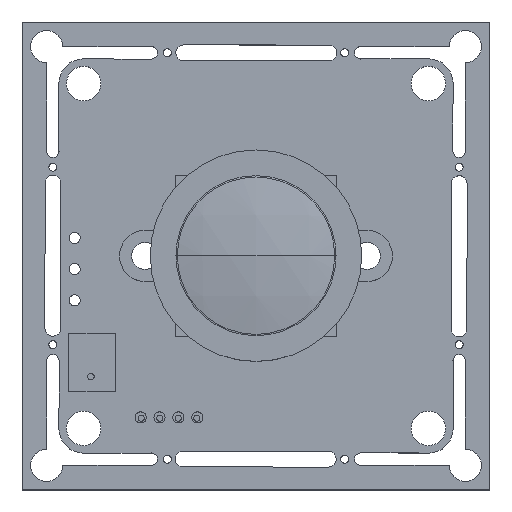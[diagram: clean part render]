
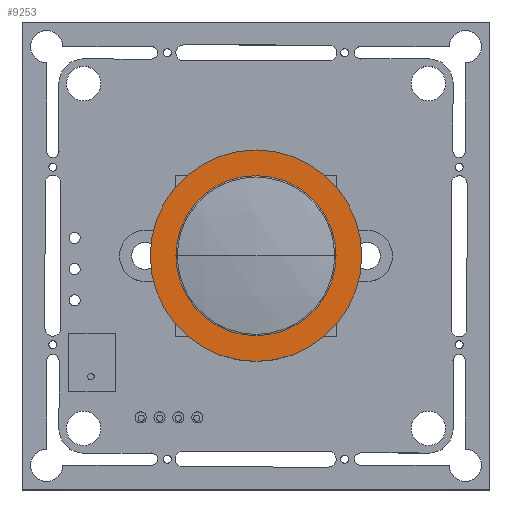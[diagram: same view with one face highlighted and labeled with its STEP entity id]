
A CAD part, top view. The second image highlights one B-rep face of the part: STEP entity #9253.
In plain terms, the highlighted planar face has unit normal (0, 0, 1).
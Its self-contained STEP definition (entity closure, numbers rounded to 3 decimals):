
#244 = FACE_BOUND ( 'NONE', #1488, .T. ) ;
#389 = CARTESIAN_POINT ( 'NONE',  ( 0., 0., 14.3 ) ) ;
#598 = CARTESIAN_POINT ( 'NONE',  ( 8.585, 0., 14.3 ) ) ;
#716 = CARTESIAN_POINT ( 'NONE',  ( 6.5, 0., 14.3 ) ) ;
#717 = CIRCLE ( 'NONE', #5853, 8.585 ) ;
#900 = VERTEX_POINT ( 'NONE', #716 ) ;
#1034 = EDGE_CURVE ( 'NONE', #900, #14888, #3107, .T. ) ;
#1488 = EDGE_LOOP ( 'NONE', ( #13520, #14606 ) ) ;
#3107 = CIRCLE ( 'NONE', #14242, 6.5 ) ;
#4155 = DIRECTION ( 'NONE',  ( 0., 0., 1. ) ) ;
#4160 = DIRECTION ( 'NONE',  ( 0., 0., 1. ) ) ;
#5729 = EDGE_CURVE ( 'NONE', #7301, #9364, #11454, .T. ) ;
#5853 = AXIS2_PLACEMENT_3D ( 'NONE', #19539, #4155, #16506 ) ;
#6331 = ORIENTED_EDGE ( 'NONE', *, *, #8087, .T. ) ;
#6647 = CARTESIAN_POINT ( 'NONE',  ( -6.5, 0., 14.3 ) ) ;
#6703 = AXIS2_PLACEMENT_3D ( 'NONE', #6732, #18601, #15883 ) ;
#6732 = CARTESIAN_POINT ( 'NONE',  ( 0., 0., 14.3 ) ) ;
#7301 = VERTEX_POINT ( 'NONE', #598 ) ;
#8087 = EDGE_CURVE ( 'NONE', #9364, #7301, #717, .T. ) ;
#9253 = ADVANCED_FACE ( 'NONE', ( #244, #15292 ), #10803, .T. ) ;
#9364 = VERTEX_POINT ( 'NONE', #12493 ) ;
#10193 = EDGE_CURVE ( 'NONE', #14888, #900, #11929, .T. ) ;
#10803 = PLANE ( 'NONE',  #18881 ) ;
#11387 = EDGE_LOOP ( 'NONE', ( #15943, #6331 ) ) ;
#11454 = CIRCLE ( 'NONE', #6703, 8.585 ) ;
#11929 = CIRCLE ( 'NONE', #18305, 6.5 ) ;
#11972 = DIRECTION ( 'NONE',  ( 0., 0., 1. ) ) ;
#12073 = CARTESIAN_POINT ( 'NONE',  ( 0., 0., 14.3 ) ) ;
#12493 = CARTESIAN_POINT ( 'NONE',  ( -8.585, 0., 14.3 ) ) ;
#13520 = ORIENTED_EDGE ( 'NONE', *, *, #1034, .F. ) ;
#13710 = DIRECTION ( 'NONE',  ( 1., 0., 0. ) ) ;
#14242 = AXIS2_PLACEMENT_3D ( 'NONE', #12073, #11972, #16655 ) ;
#14606 = ORIENTED_EDGE ( 'NONE', *, *, #10193, .F. ) ;
#14888 = VERTEX_POINT ( 'NONE', #6647 ) ;
#15292 = FACE_OUTER_BOUND ( 'NONE', #11387, .T. ) ;
#15643 = DIRECTION ( 'NONE',  ( 0., 0., 1. ) ) ;
#15883 = DIRECTION ( 'NONE',  ( 1., 0., 0. ) ) ;
#15943 = ORIENTED_EDGE ( 'NONE', *, *, #5729, .T. ) ;
#16506 = DIRECTION ( 'NONE',  ( 1., 0., 0. ) ) ;
#16655 = DIRECTION ( 'NONE',  ( 1., 0., 0. ) ) ;
#16978 = CARTESIAN_POINT ( 'NONE',  ( 0., 0., 14.3 ) ) ;
#18305 = AXIS2_PLACEMENT_3D ( 'NONE', #389, #15643, #18650 ) ;
#18601 = DIRECTION ( 'NONE',  ( 0., 0., 1. ) ) ;
#18650 = DIRECTION ( 'NONE',  ( 1., 0., 0. ) ) ;
#18881 = AXIS2_PLACEMENT_3D ( 'NONE', #16978, #4160, #13710 ) ;
#19539 = CARTESIAN_POINT ( 'NONE',  ( 0., 0., 14.3 ) ) ;
